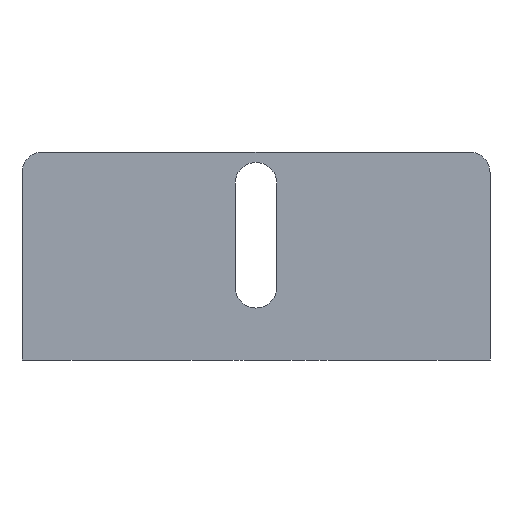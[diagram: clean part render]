
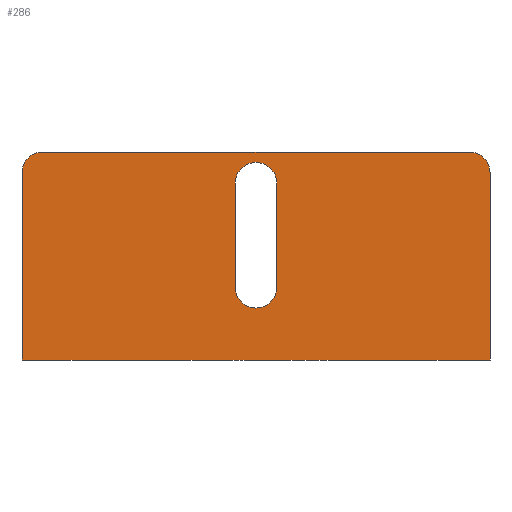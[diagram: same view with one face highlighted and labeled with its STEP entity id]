
A CAD part, front view. The second image highlights one B-rep face of the part: STEP entity #286.
In plain terms, the highlighted planar face has unit normal (0, -1, 0).
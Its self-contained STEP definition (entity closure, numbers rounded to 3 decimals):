
#14 = VECTOR ( 'NONE', #622, 1000. ) ;
#16 = VECTOR ( 'NONE', #720, 1000. ) ;
#17 = ORIENTED_EDGE ( 'NONE', *, *, #465, .F. ) ;
#19 = DIRECTION ( 'NONE',  ( -1., 0., 0. ) ) ;
#34 = EDGE_CURVE ( 'NONE', #504, #410, #320, .T. ) ;
#43 = EDGE_LOOP ( 'NONE', ( #140, #326, #17, #471, #797, #516 ) ) ;
#58 = FACE_BOUND ( 'NONE', #261, .T. ) ;
#66 = AXIS2_PLACEMENT_3D ( 'NONE', #339, #158, #416 ) ;
#67 = CIRCLE ( 'NONE', #581, 2. ) ;
#86 = CARTESIAN_POINT ( 'NONE',  ( -2., -3., 17. ) ) ;
#98 = VERTEX_POINT ( 'NONE', #356 ) ;
#100 = EDGE_CURVE ( 'NONE', #725, #610, #231, .T. ) ;
#125 = DIRECTION ( 'NONE',  ( 0., 0., -1. ) ) ;
#140 = ORIENTED_EDGE ( 'NONE', *, *, #100, .F. ) ;
#154 = CARTESIAN_POINT ( 'NONE',  ( 2., -3., 7. ) ) ;
#157 = DIRECTION ( 'NONE',  ( 0., 0., 1. ) ) ;
#158 = DIRECTION ( 'NONE',  ( 0., -1., 0. ) ) ;
#212 = ORIENTED_EDGE ( 'NONE', *, *, #656, .F. ) ;
#229 = DIRECTION ( 'NONE',  ( 1., 0., 0. ) ) ;
#231 = LINE ( 'NONE', #503, #14 ) ;
#244 = VECTOR ( 'NONE', #778, 1000. ) ;
#248 = VERTEX_POINT ( 'NONE', #638 ) ;
#261 = EDGE_LOOP ( 'NONE', ( #750, #800, #494, #546, #212 ) ) ;
#262 = CARTESIAN_POINT ( 'NONE',  ( -22.5, -3., 18. ) ) ;
#272 = CARTESIAN_POINT ( 'NONE',  ( 0., -3., 17. ) ) ;
#274 = CARTESIAN_POINT ( 'NONE',  ( -2., -3., 17. ) ) ;
#278 = AXIS2_PLACEMENT_3D ( 'NONE', #567, #493, #613 ) ;
#286 = ADVANCED_FACE ( 'NONE', ( #58, #453 ), #316, .F. ) ;
#290 = LINE ( 'NONE', #548, #739 ) ;
#316 = PLANE ( 'NONE',  #365 ) ;
#320 = CIRCLE ( 'NONE', #278, 2. ) ;
#326 = ORIENTED_EDGE ( 'NONE', *, *, #344, .T. ) ;
#331 = EDGE_CURVE ( 'NONE', #352, #564, #433, .T. ) ;
#333 = VERTEX_POINT ( 'NONE', #274 ) ;
#334 = EDGE_CURVE ( 'NONE', #333, #98, #724, .T. ) ;
#337 = CARTESIAN_POINT ( 'NONE',  ( 2., -3., 7. ) ) ;
#339 = CARTESIAN_POINT ( 'NONE',  ( -20.5, -3., 18. ) ) ;
#344 = EDGE_CURVE ( 'NONE', #725, #248, #767, .T. ) ;
#347 = VERTEX_POINT ( 'NONE', #541 ) ;
#351 = VECTOR ( 'NONE', #157, 1000. ) ;
#352 = VERTEX_POINT ( 'NONE', #653 ) ;
#356 = CARTESIAN_POINT ( 'NONE',  ( -2., -3., 7. ) ) ;
#365 = AXIS2_PLACEMENT_3D ( 'NONE', #827, #705, #578 ) ;
#370 = LINE ( 'NONE', #431, #394 ) ;
#372 = VERTEX_POINT ( 'NONE', #657 ) ;
#394 = VECTOR ( 'NONE', #753, 1000. ) ;
#407 = LINE ( 'NONE', #337, #351 ) ;
#410 = VERTEX_POINT ( 'NONE', #154 ) ;
#411 = CARTESIAN_POINT ( 'NONE',  ( 22.5, -3., 18. ) ) ;
#416 = DIRECTION ( 'NONE',  ( -1., 0., 0. ) ) ;
#431 = CARTESIAN_POINT ( 'NONE',  ( -22.5, -3., 20. ) ) ;
#433 = CIRCLE ( 'NONE', #66, 2. ) ;
#435 = AXIS2_PLACEMENT_3D ( 'NONE', #272, #532, #473 ) ;
#453 = FACE_OUTER_BOUND ( 'NONE', #43, .T. ) ;
#465 = EDGE_CURVE ( 'NONE', #352, #248, #370, .T. ) ;
#471 = ORIENTED_EDGE ( 'NONE', *, *, #331, .T. ) ;
#473 = DIRECTION ( 'NONE',  ( 0., 0., -1. ) ) ;
#493 = DIRECTION ( 'NONE',  ( 0., -1., 0. ) ) ;
#494 = ORIENTED_EDGE ( 'NONE', *, *, #758, .F. ) ;
#503 = CARTESIAN_POINT ( 'NONE',  ( 22.5, -3., 20. ) ) ;
#504 = VERTEX_POINT ( 'NONE', #809 ) ;
#516 = ORIENTED_EDGE ( 'NONE', *, *, #535, .T. ) ;
#532 = DIRECTION ( 'NONE',  ( 0., -1., 0. ) ) ;
#535 = EDGE_CURVE ( 'NONE', #347, #610, #290, .T. ) ;
#541 = CARTESIAN_POINT ( 'NONE',  ( -22.5, -3., 0. ) ) ;
#543 = DIRECTION ( 'NONE',  ( 0., -1., 0. ) ) ;
#546 = ORIENTED_EDGE ( 'NONE', *, *, #34, .F. ) ;
#548 = CARTESIAN_POINT ( 'NONE',  ( -22.5, -3., 0. ) ) ;
#564 = VERTEX_POINT ( 'NONE', #262 ) ;
#567 = CARTESIAN_POINT ( 'NONE',  ( 0., -3., 7. ) ) ;
#578 = DIRECTION ( 'NONE',  ( -1., 0., 0. ) ) ;
#581 = AXIS2_PLACEMENT_3D ( 'NONE', #696, #823, #125 ) ;
#589 = LINE ( 'NONE', #664, #244 ) ;
#610 = VERTEX_POINT ( 'NONE', #759 ) ;
#613 = DIRECTION ( 'NONE',  ( 0., 0., -1. ) ) ;
#622 = DIRECTION ( 'NONE',  ( 0., 0., -1. ) ) ;
#638 = CARTESIAN_POINT ( 'NONE',  ( 20.5, -3., 20. ) ) ;
#653 = CARTESIAN_POINT ( 'NONE',  ( -20.5, -3., 20. ) ) ;
#656 = EDGE_CURVE ( 'NONE', #98, #504, #67, .T. ) ;
#657 = CARTESIAN_POINT ( 'NONE',  ( 2., -3., 17. ) ) ;
#664 = CARTESIAN_POINT ( 'NONE',  ( -22.5, -3., 20. ) ) ;
#696 = CARTESIAN_POINT ( 'NONE',  ( 0., -3., 7. ) ) ;
#705 = DIRECTION ( 'NONE',  ( 0., 1., 0. ) ) ;
#713 = AXIS2_PLACEMENT_3D ( 'NONE', #789, #543, #19 ) ;
#720 = DIRECTION ( 'NONE',  ( 0., 0., -1. ) ) ;
#721 = EDGE_CURVE ( 'NONE', #564, #347, #589, .T. ) ;
#724 = LINE ( 'NONE', #86, #16 ) ;
#725 = VERTEX_POINT ( 'NONE', #411 ) ;
#739 = VECTOR ( 'NONE', #229, 1000. ) ;
#750 = ORIENTED_EDGE ( 'NONE', *, *, #334, .F. ) ;
#753 = DIRECTION ( 'NONE',  ( 1., 0., 0. ) ) ;
#754 = CIRCLE ( 'NONE', #435, 2. ) ;
#758 = EDGE_CURVE ( 'NONE', #410, #372, #407, .T. ) ;
#759 = CARTESIAN_POINT ( 'NONE',  ( 22.5, -3., 0. ) ) ;
#767 = CIRCLE ( 'NONE', #713, 2. ) ;
#778 = DIRECTION ( 'NONE',  ( 0., 0., -1. ) ) ;
#789 = CARTESIAN_POINT ( 'NONE',  ( 20.5, -3., 18. ) ) ;
#797 = ORIENTED_EDGE ( 'NONE', *, *, #721, .T. ) ;
#800 = ORIENTED_EDGE ( 'NONE', *, *, #829, .F. ) ;
#809 = CARTESIAN_POINT ( 'NONE',  ( 0., -3., 5. ) ) ;
#823 = DIRECTION ( 'NONE',  ( 0., -1., 0. ) ) ;
#827 = CARTESIAN_POINT ( 'NONE',  ( -22.5, -3., 20. ) ) ;
#829 = EDGE_CURVE ( 'NONE', #372, #333, #754, .T. ) ;
